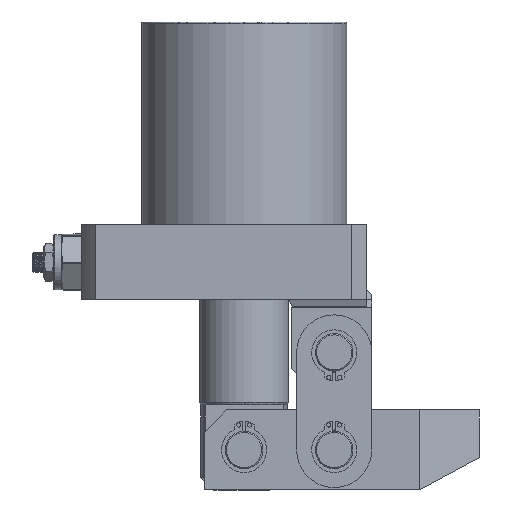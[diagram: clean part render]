
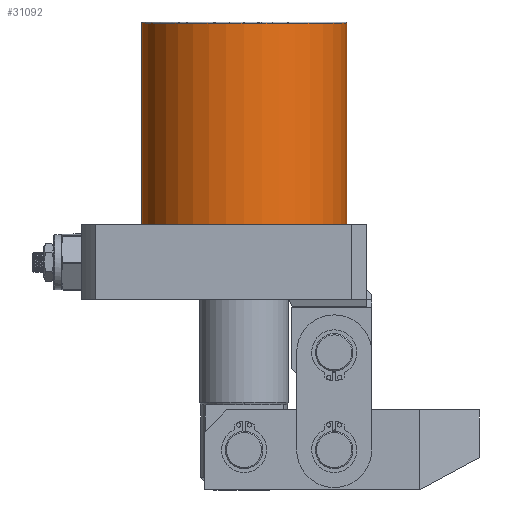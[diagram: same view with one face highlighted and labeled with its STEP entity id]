
A CAD part, front view. The second image highlights one B-rep face of the part: STEP entity #31092.
In plain terms, the highlighted cylindrical face has radius 41 mm (diameter 82 mm), a partial arc.
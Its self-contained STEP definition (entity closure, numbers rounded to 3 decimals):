
#34 = AXIS2_PLACEMENT_3D ( 'NONE', #42977, #84156, #22928 ) ;
#268 = ORIENTED_EDGE ( 'NONE', *, *, #12294, .T. ) ;
#1392 = LINE ( 'NONE', #56669, #42154 ) ;
#2292 = VERTEX_POINT ( 'NONE', #37320 ) ;
#4519 = CARTESIAN_POINT ( 'NONE',  ( -41., 0., 95.5 ) ) ;
#4808 = EDGE_CURVE ( 'NONE', #2292, #15177, #1392, .T. ) ;
#7018 = CARTESIAN_POINT ( 'NONE',  ( 0., 0., 15. ) ) ;
#10717 = VERTEX_POINT ( 'NONE', #4519 ) ;
#12294 = EDGE_CURVE ( 'NONE', #15177, #10717, #68029, .T. ) ;
#13899 = DIRECTION ( 'NONE',  ( -1., 0., 0. ) ) ;
#15177 = VERTEX_POINT ( 'NONE', #18343 ) ;
#16075 = EDGE_CURVE ( 'NONE', #10717, #47771, #40063, .T. ) ;
#18343 = CARTESIAN_POINT ( 'NONE',  ( 41., 0., 95.5 ) ) ;
#19410 = CYLINDRICAL_SURFACE ( 'NONE', #34, 41. ) ;
#22928 = DIRECTION ( 'NONE',  ( -1., 0., 0. ) ) ;
#23693 = ORIENTED_EDGE ( 'NONE', *, *, #54996, .T. ) ;
#27094 = AXIS2_PLACEMENT_3D ( 'NONE', #7018, #54885, #13899 ) ;
#28056 = AXIS2_PLACEMENT_3D ( 'NONE', #57799, #57730, #57715 ) ;
#31092 = ADVANCED_FACE ( 'N', ( #67577 ), #19410, .T. ) ;
#37320 = CARTESIAN_POINT ( 'NONE',  ( 41., 0., 15. ) ) ;
#40063 = LINE ( 'NONE', #76483, #64711 ) ;
#42154 = VECTOR ( 'NONE', #55668, 1000. ) ;
#42188 = EDGE_LOOP ( 'NONE', ( #68403, #23693, #44198, #268 ) ) ;
#42977 = CARTESIAN_POINT ( 'NONE',  ( 0., 0., 96. ) ) ;
#44198 = ORIENTED_EDGE ( 'NONE', *, *, #4808, .T. ) ;
#47771 = VERTEX_POINT ( 'NONE', #84229 ) ;
#50120 = CIRCLE ( 'NONE', #27094, 41. ) ;
#54885 = DIRECTION ( 'NONE',  ( 0., 0., 1. ) ) ;
#54996 = EDGE_CURVE ( 'NONE', #47771, #2292, #50120, .T. ) ;
#55668 = DIRECTION ( 'NONE',  ( 0., 0., 1. ) ) ;
#56669 = CARTESIAN_POINT ( 'NONE',  ( 41., 0., 96. ) ) ;
#57715 = DIRECTION ( 'NONE',  ( -1., 0., 0. ) ) ;
#57730 = DIRECTION ( 'NONE',  ( 0., 0., -1. ) ) ;
#57799 = CARTESIAN_POINT ( 'NONE',  ( 0., 0., 95.5 ) ) ;
#64711 = VECTOR ( 'NONE', #83257, 1000. ) ;
#67577 = FACE_OUTER_BOUND ( 'NONE', #42188, .T. ) ;
#68029 = CIRCLE ( 'NONE', #28056, 41. ) ;
#68403 = ORIENTED_EDGE ( 'NONE', *, *, #16075, .T. ) ;
#76483 = CARTESIAN_POINT ( 'NONE',  ( -41., 0., 96. ) ) ;
#83257 = DIRECTION ( 'NONE',  ( 0., 0., -1. ) ) ;
#84156 = DIRECTION ( 'NONE',  ( 0., 0., -1. ) ) ;
#84229 = CARTESIAN_POINT ( 'NONE',  ( -41., 0., 15. ) ) ;
